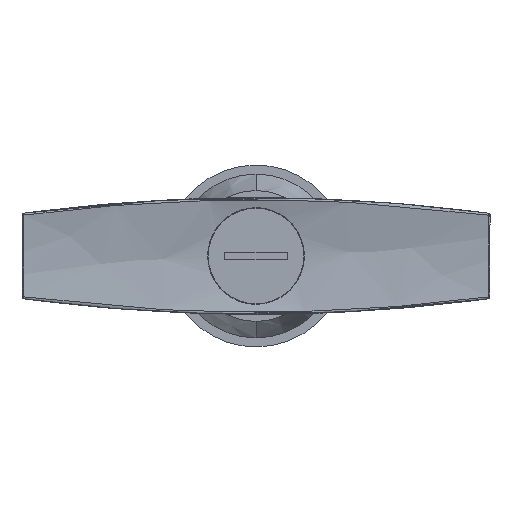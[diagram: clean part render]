
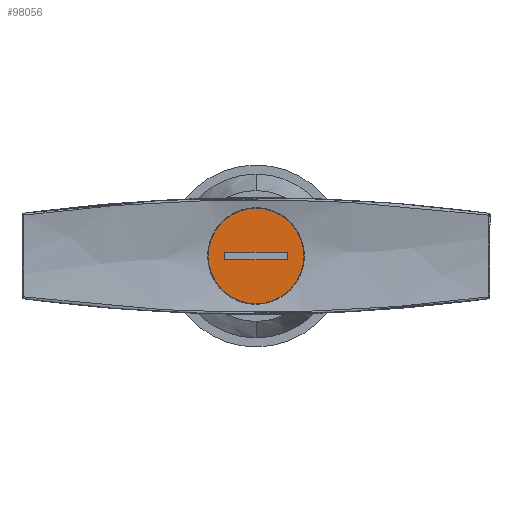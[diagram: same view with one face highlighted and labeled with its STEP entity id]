
A CAD part, left-side view. The second image highlights one B-rep face of the part: STEP entity #98056.
In plain terms, the highlighted face is planar.
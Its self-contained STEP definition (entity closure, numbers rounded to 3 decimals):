
#328 = DIRECTION ( 'NONE',  ( 0., 1., 0. ) ) ;
#1384 = CARTESIAN_POINT ( 'NONE',  ( 0., 3., 0. ) ) ;
#3773 = VECTOR ( 'NONE', #165026, 1000. ) ;
#4165 = VECTOR ( 'NONE', #175762, 1000. ) ;
#9099 = LINE ( 'NONE', #57174, #109971 ) ;
#11581 = DIRECTION ( 'NONE',  ( 0., 1., 0. ) ) ;
#13628 = EDGE_CURVE ( 'NONE', #191356, #74446, #26261, .T. ) ;
#20294 = CARTESIAN_POINT ( 'NONE',  ( 0., 3., 0. ) ) ;
#26261 = LINE ( 'NONE', #109653, #38543 ) ;
#30794 = ORIENTED_EDGE ( 'NONE', *, *, #50549, .F. ) ;
#34253 = FACE_BOUND ( 'NONE', #65448, .T. ) ;
#38543 = VECTOR ( 'NONE', #41246, 1000. ) ;
#41246 = DIRECTION ( 'NONE',  ( 0., 0., 1. ) ) ;
#42952 = CARTESIAN_POINT ( 'NONE',  ( -5.528, 3., 0.627 ) ) ;
#43259 = DIRECTION ( 'NONE',  ( 0., 0., -1. ) ) ;
#50302 = DIRECTION ( 'NONE',  ( 0., 0., 1. ) ) ;
#50549 = EDGE_CURVE ( 'NONE', #96856, #147589, #9099, .T. ) ;
#50624 = EDGE_CURVE ( 'NONE', #147589, #191356, #61400, .T. ) ;
#57174 = CARTESIAN_POINT ( 'NONE',  ( 5.528, 3., -0.627 ) ) ;
#60735 = CARTESIAN_POINT ( 'NONE',  ( 0., 3., 0. ) ) ;
#61182 = EDGE_CURVE ( 'NONE', #74446, #96856, #100902, .T. ) ;
#61400 = LINE ( 'NONE', #190752, #4165 ) ;
#62975 = AXIS2_PLACEMENT_3D ( 'NONE', #60735, #11581, #160124 ) ;
#64592 = EDGE_CURVE ( 'NONE', #133491, #78360, #117577, .T. ) ;
#65448 = EDGE_LOOP ( 'NONE', ( #30794, #155173, #122146, #187926 ) ) ;
#67399 = DIRECTION ( 'NONE',  ( 0., 1., 0. ) ) ;
#74446 = VERTEX_POINT ( 'NONE', #42952 ) ;
#78360 = VERTEX_POINT ( 'NONE', #163775 ) ;
#80338 = EDGE_LOOP ( 'NONE', ( #164086, #98906 ) ) ;
#82602 = DIRECTION ( 'NONE',  ( 0., 0., 1. ) ) ;
#83797 = CARTESIAN_POINT ( 'NONE',  ( -5.528, 3., 0.627 ) ) ;
#96856 = VERTEX_POINT ( 'NONE', #129662 ) ;
#98056 = ADVANCED_FACE ( 'NONE', ( #34253, #198832 ), #151758, .T. ) ;
#98906 = ORIENTED_EDGE ( 'NONE', *, *, #64592, .T. ) ;
#100720 = AXIS2_PLACEMENT_3D ( 'NONE', #1384, #328, #82602 ) ;
#100902 = LINE ( 'NONE', #83797, #3773 ) ;
#109653 = CARTESIAN_POINT ( 'NONE',  ( -5.528, 3., -0.627 ) ) ;
#109971 = VECTOR ( 'NONE', #43259, 1000. ) ;
#114874 = AXIS2_PLACEMENT_3D ( 'NONE', #20294, #67399, #50302 ) ;
#117577 = CIRCLE ( 'NONE', #62975, 8.4 ) ;
#122146 = ORIENTED_EDGE ( 'NONE', *, *, #13628, .F. ) ;
#129662 = CARTESIAN_POINT ( 'NONE',  ( 5.528, 3., 0.627 ) ) ;
#133491 = VERTEX_POINT ( 'NONE', #152898 ) ;
#147589 = VERTEX_POINT ( 'NONE', #162378 ) ;
#151758 = PLANE ( 'NONE',  #114874 ) ;
#152898 = CARTESIAN_POINT ( 'NONE',  ( 0., 3., 8.4 ) ) ;
#155173 = ORIENTED_EDGE ( 'NONE', *, *, #61182, .F. ) ;
#160124 = DIRECTION ( 'NONE',  ( 0., 0., 1. ) ) ;
#162378 = CARTESIAN_POINT ( 'NONE',  ( 5.528, 3., -0.627 ) ) ;
#163775 = CARTESIAN_POINT ( 'NONE',  ( 0., 3., -8.4 ) ) ;
#164086 = ORIENTED_EDGE ( 'NONE', *, *, #202323, .T. ) ;
#165026 = DIRECTION ( 'NONE',  ( 1., 0., 0. ) ) ;
#175762 = DIRECTION ( 'NONE',  ( -1., 0., 0. ) ) ;
#176898 = CARTESIAN_POINT ( 'NONE',  ( -5.528, 3., -0.627 ) ) ;
#187926 = ORIENTED_EDGE ( 'NONE', *, *, #50624, .F. ) ;
#190752 = CARTESIAN_POINT ( 'NONE',  ( -5.528, 3., -0.627 ) ) ;
#191356 = VERTEX_POINT ( 'NONE', #176898 ) ;
#198832 = FACE_OUTER_BOUND ( 'NONE', #80338, .T. ) ;
#202323 = EDGE_CURVE ( 'NONE', #78360, #133491, #209958, .T. ) ;
#209958 = CIRCLE ( 'NONE', #100720, 8.4 ) ;
